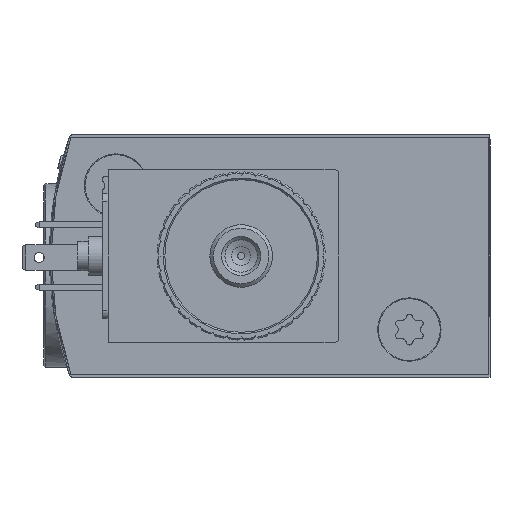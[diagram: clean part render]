
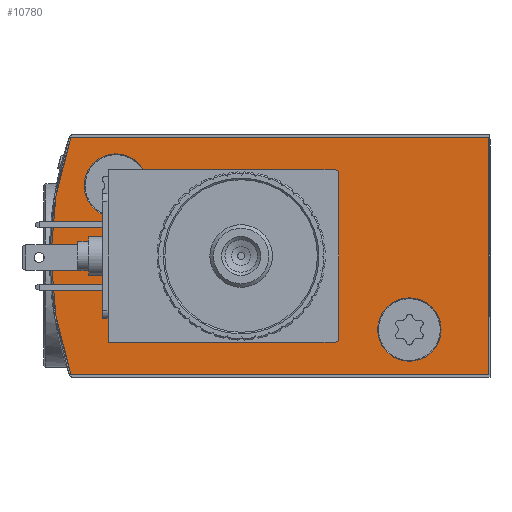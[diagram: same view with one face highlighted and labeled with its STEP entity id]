
A CAD part, left-side view. The second image highlights one B-rep face of the part: STEP entity #10780.
In plain terms, the highlighted planar face has unit normal (-1, 0, 0).
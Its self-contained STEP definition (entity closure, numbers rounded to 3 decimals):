
#799=LINE('',#18525,#1729);
#802=LINE('',#18533,#1732);
#805=LINE('',#18539,#1735);
#1729=VECTOR('',#15195,1000.);
#1732=VECTOR('',#15202,1000.);
#1735=VECTOR('',#15207,1000.);
#3351=ORIENTED_EDGE('',*,*,#5929,.F.);
#3352=ORIENTED_EDGE('',*,*,#5930,.T.);
#3353=ORIENTED_EDGE('',*,*,#5931,.T.);
#3354=ORIENTED_EDGE('',*,*,#5912,.F.);
#3355=ORIENTED_EDGE('',*,*,#5896,.F.);
#3356=ORIENTED_EDGE('',*,*,#5925,.F.);
#3357=ORIENTED_EDGE('',*,*,#5922,.F.);
#3358=ORIENTED_EDGE('',*,*,#5919,.F.);
#3359=ORIENTED_EDGE('',*,*,#5915,.F.);
#5896=EDGE_CURVE('',#7287,#7288,#8171,.T.);
#5912=EDGE_CURVE('',#7288,#7303,#8179,.T.);
#5915=EDGE_CURVE('',#7303,#7305,#799,.T.);
#5919=EDGE_CURVE('',#7305,#7308,#802,.T.);
#5922=EDGE_CURVE('',#7308,#7310,#805,.T.);
#5925=EDGE_CURVE('',#7310,#7287,#8182,.T.);
#5929=EDGE_CURVE('',#7314,#7314,#8186,.F.);
#5930=EDGE_CURVE('',#7315,#7315,#8187,.T.);
#5931=EDGE_CURVE('',#7316,#7316,#8188,.T.);
#7287=VERTEX_POINT('',#18487);
#7288=VERTEX_POINT('',#18488);
#7303=VERTEX_POINT('',#18520);
#7305=VERTEX_POINT('',#18526);
#7308=VERTEX_POINT('',#18534);
#7310=VERTEX_POINT('',#18540);
#7314=VERTEX_POINT('',#18554);
#7315=VERTEX_POINT('',#18556);
#7316=VERTEX_POINT('',#18558);
#8171=CIRCLE('',#13314,46.5);
#8179=CIRCLE('',#13323,0.2);
#8182=CIRCLE('',#13330,0.2);
#8186=CIRCLE('',#13336,5.);
#8187=CIRCLE('',#13337,4.05);
#8188=CIRCLE('',#13338,4.05);
#8778=EDGE_LOOP('',(#3351));
#8779=EDGE_LOOP('',(#3352));
#8780=EDGE_LOOP('',(#3353));
#8781=EDGE_LOOP('',(#3354,#3355,#3356,#3357,#3358,#3359));
#9633=FACE_BOUND('',#8778,.T.);
#9634=FACE_BOUND('',#8779,.T.);
#9635=FACE_BOUND('',#8780,.T.);
#9636=FACE_BOUND('',#8781,.T.);
#10340=PLANE('',#13335);
#10780=ADVANCED_FACE('',(#9633,#9634,#9635,#9636),#10340,.F.);
#13314=AXIS2_PLACEMENT_3D('',#18486,#15162,#15163);
#13323=AXIS2_PLACEMENT_3D('',#18519,#15188,#15189);
#13330=AXIS2_PLACEMENT_3D('',#18545,#15212,#15213);
#13335=AXIS2_PLACEMENT_3D('',#18552,#15222,#15223);
#13336=AXIS2_PLACEMENT_3D('',#18553,#15224,#15225);
#13337=AXIS2_PLACEMENT_3D('',#18555,#15226,#15227);
#13338=AXIS2_PLACEMENT_3D('',#18557,#15228,#15229);
#15162=DIRECTION('',(1.,0.,0.));
#15163=DIRECTION('',(0.,0.,-1.));
#15188=DIRECTION('',(1.,0.,0.));
#15189=DIRECTION('',(0.,0.,-1.));
#15195=DIRECTION('',(0.,-1.,0.));
#15202=DIRECTION('',(0.,0.,-1.));
#15207=DIRECTION('',(0.,1.,0.));
#15212=DIRECTION('',(1.,0.,0.));
#15213=DIRECTION('',(0.,0.,-1.));
#15222=DIRECTION('',(1.,0.,0.));
#15223=DIRECTION('',(0.,0.,-1.));
#15224=DIRECTION('',(1.,0.,0.));
#15225=DIRECTION('',(0.,0.,-1.));
#15226=DIRECTION('',(1.,0.,0.));
#15227=DIRECTION('',(0.,0.,-1.));
#15228=DIRECTION('',(1.,0.,0.));
#15229=DIRECTION('',(0.,0.,-1.));
#18486=CARTESIAN_POINT('',(0.,9.6,0.));
#18487=CARTESIAN_POINT('',(0.,53.592,-15.065));
#18488=CARTESIAN_POINT('',(0.,53.592,15.065));
#18519=CARTESIAN_POINT('',(0.,53.403,15.));
#18520=CARTESIAN_POINT('',(0.,53.403,15.2));
#18525=CARTESIAN_POINT('',(0.,53.403,15.2));
#18526=CARTESIAN_POINT('',(0.,0.2,15.2));
#18533=CARTESIAN_POINT('',(0.,0.2,15.2));
#18534=CARTESIAN_POINT('',(0.,0.2,-15.2));
#18539=CARTESIAN_POINT('',(0.,0.2,-15.2));
#18540=CARTESIAN_POINT('',(0.,53.403,-15.2));
#18545=CARTESIAN_POINT('',(0.,53.403,-15.));
#18552=CARTESIAN_POINT('',(0.,53.403,15.));
#18553=CARTESIAN_POINT('',(0.,31.8,0.));
#18554=CARTESIAN_POINT('',(0.,31.8,-5.));
#18555=CARTESIAN_POINT('',(0.,47.8,9.));
#18556=CARTESIAN_POINT('',(0.,47.8,4.95));
#18557=CARTESIAN_POINT('',(0.,10.3,-9.4));
#18558=CARTESIAN_POINT('',(0.,10.3,-13.45));
